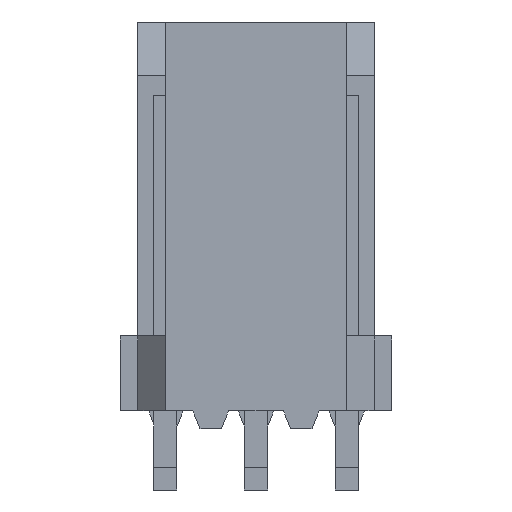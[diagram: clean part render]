
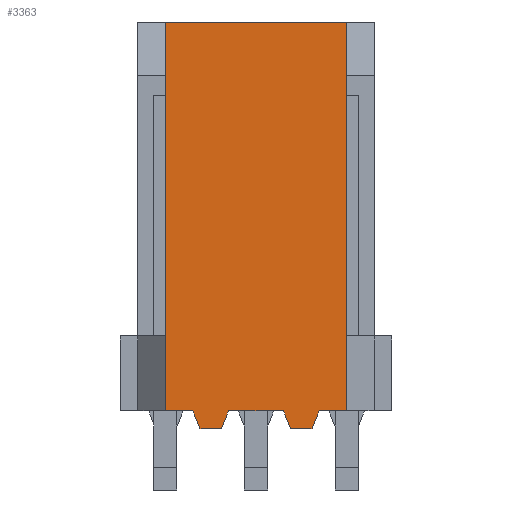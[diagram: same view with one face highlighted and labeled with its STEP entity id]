
A CAD part, front view. The second image highlights one B-rep face of the part: STEP entity #3363.
In plain terms, the highlighted planar face has unit normal (0, -1, 0).
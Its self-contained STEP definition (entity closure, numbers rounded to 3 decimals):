
#76=DIRECTION('',(-1.,0.,0.));
#77=VECTOR('',#76,5.08);
#78=CARTESIAN_POINT('',(2.54,-2.54,0.));
#79=LINE('',#78,#77);
#88=DIRECTION('',(0.,0.,1.));
#89=VECTOR('',#88,10.9);
#90=CARTESIAN_POINT('',(2.54,-2.54,-10.9));
#91=LINE('',#90,#89);
#815=DIRECTION('',(0.,0.,-1.));
#816=VECTOR('',#815,10.9);
#817=CARTESIAN_POINT('',(-2.54,-2.54,0.));
#818=LINE('',#817,#816);
#843=DIRECTION('',(-0.371,0.,0.928));
#844=VECTOR('',#843,0.539);
#845=CARTESIAN_POINT('',(-1.57,-2.54,-11.4));
#846=LINE('',#845,#844);
#847=DIRECTION('',(-1.,0.,0.));
#848=VECTOR('',#847,0.77);
#849=CARTESIAN_POINT('',(-1.77,-2.54,-10.9));
#850=LINE('',#849,#848);
#851=DIRECTION('',(-1.,0.,0.));
#852=VECTOR('',#851,0.77);
#853=CARTESIAN_POINT('',(2.54,-2.54,-10.9));
#854=LINE('',#853,#852);
#855=DIRECTION('',(-0.371,0.,-0.928));
#856=VECTOR('',#855,0.539);
#857=CARTESIAN_POINT('',(1.77,-2.54,-10.9));
#858=LINE('',#857,#856);
#859=DIRECTION('',(1.,0.,0.));
#860=VECTOR('',#859,0.6);
#861=CARTESIAN_POINT('',(0.97,-2.54,-11.4));
#862=LINE('',#861,#860);
#863=DIRECTION('',(-0.371,0.,0.928));
#864=VECTOR('',#863,0.539);
#865=CARTESIAN_POINT('',(0.97,-2.54,-11.4));
#866=LINE('',#865,#864);
#867=DIRECTION('',(-1.,0.,0.));
#868=VECTOR('',#867,1.54);
#869=CARTESIAN_POINT('',(0.77,-2.54,-10.9));
#870=LINE('',#869,#868);
#871=DIRECTION('',(-0.371,0.,-0.928));
#872=VECTOR('',#871,0.539);
#873=CARTESIAN_POINT('',(-0.77,-2.54,-10.9));
#874=LINE('',#873,#872);
#875=DIRECTION('',(1.,0.,0.));
#876=VECTOR('',#875,0.6);
#877=CARTESIAN_POINT('',(-1.57,-2.54,-11.4));
#878=LINE('',#877,#876);
#2020=CARTESIAN_POINT('',(2.54,-2.54,0.));
#2022=VERTEX_POINT('',#2020);
#2024=CARTESIAN_POINT('',(-2.54,-2.54,0.));
#2026=VERTEX_POINT('',#2024);
#2133=CARTESIAN_POINT('',(2.54,-2.54,-10.9));
#2134=CARTESIAN_POINT('',(1.77,-2.54,-10.9));
#2135=VERTEX_POINT('',#2133);
#2136=VERTEX_POINT('',#2134);
#2137=CARTESIAN_POINT('',(1.57,-2.54,-11.4));
#2138=VERTEX_POINT('',#2137);
#2549=CARTESIAN_POINT('',(0.97,-2.54,-11.4));
#2550=CARTESIAN_POINT('',(0.77,-2.54,-10.9));
#2551=VERTEX_POINT('',#2549);
#2552=VERTEX_POINT('',#2550);
#2553=CARTESIAN_POINT('',(-0.77,-2.54,-10.9));
#2554=VERTEX_POINT('',#2553);
#2555=CARTESIAN_POINT('',(-0.97,-2.54,-11.4));
#2556=VERTEX_POINT('',#2555);
#2565=CARTESIAN_POINT('',(-1.57,-2.54,-11.4));
#2566=CARTESIAN_POINT('',(-1.77,-2.54,-10.9));
#2567=VERTEX_POINT('',#2565);
#2568=VERTEX_POINT('',#2566);
#2569=CARTESIAN_POINT('',(-2.54,-2.54,-10.9));
#2570=VERTEX_POINT('',#2569);
#3338=CARTESIAN_POINT('',(3.81,-2.54,-10.9));
#3339=DIRECTION('',(0.,-1.,0.));
#3340=DIRECTION('',(0.,0.,1.));
#3341=AXIS2_PLACEMENT_3D('',#3338,#3339,#3340);
#3342=PLANE('',#3341);
#3344=ORIENTED_EDGE('',*,*,#3343,.T.);
#3345=ORIENTED_EDGE('',*,*,#2703,.T.);
#3346=ORIENTED_EDGE('',*,*,#3308,.F.);
#3347=ORIENTED_EDGE('',*,*,#2642,.F.);
#3348=ORIENTED_EDGE('',*,*,#2658,.F.);
#3349=ORIENTED_EDGE('',*,*,#2719,.T.);
#3351=ORIENTED_EDGE('',*,*,#3350,.T.);
#3353=ORIENTED_EDGE('',*,*,#3352,.F.);
#3355=ORIENTED_EDGE('',*,*,#3354,.T.);
#3356=ORIENTED_EDGE('',*,*,#2711,.T.);
#3358=ORIENTED_EDGE('',*,*,#3357,.T.);
#3360=ORIENTED_EDGE('',*,*,#3359,.F.);
#3361=EDGE_LOOP('',(#3344,#3345,#3346,#3347,#3348,#3349,#3351,#3353,#3355,#3356,
#3358,#3360));
#3362=FACE_OUTER_BOUND('',#3361,.F.);
#3363=ADVANCED_FACE('',(#3362),#3342,.T.);
#2642=EDGE_CURVE('',#2022,#2026,#79,.T.);
#2658=EDGE_CURVE('',#2135,#2022,#91,.T.);
#2703=EDGE_CURVE('',#2568,#2570,#850,.T.);
#2711=EDGE_CURVE('',#2552,#2554,#870,.T.);
#2719=EDGE_CURVE('',#2135,#2136,#854,.T.);
#3308=EDGE_CURVE('',#2026,#2570,#818,.T.);
#3343=EDGE_CURVE('',#2567,#2568,#846,.T.);
#3350=EDGE_CURVE('',#2136,#2138,#858,.T.);
#3352=EDGE_CURVE('',#2551,#2138,#862,.T.);
#3354=EDGE_CURVE('',#2551,#2552,#866,.T.);
#3357=EDGE_CURVE('',#2554,#2556,#874,.T.);
#3359=EDGE_CURVE('',#2567,#2556,#878,.T.);
